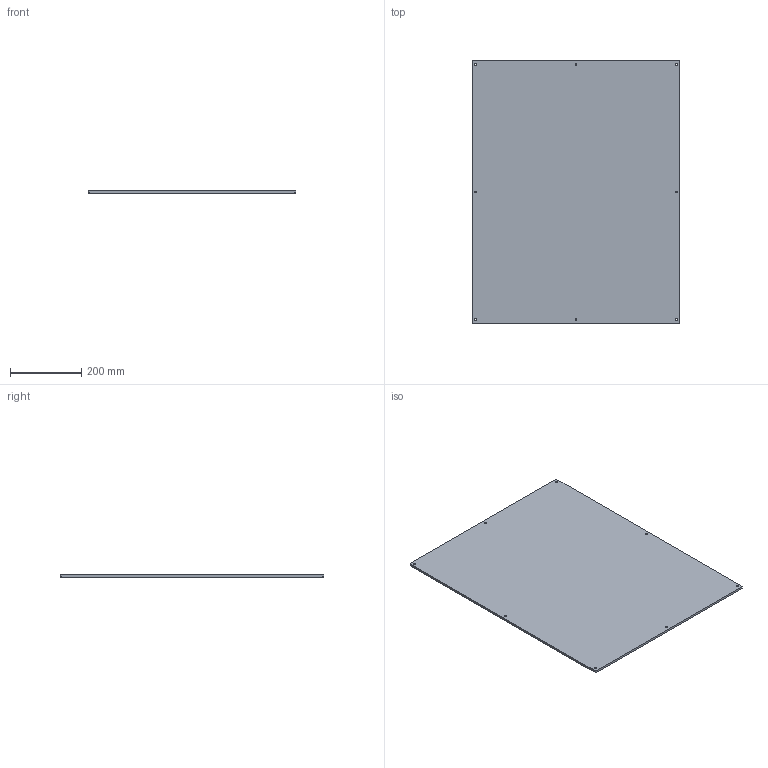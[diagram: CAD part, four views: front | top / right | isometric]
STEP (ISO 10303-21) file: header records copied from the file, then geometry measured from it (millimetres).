
FILE_DESCRIPTION (( 'STEP AP214' ), '1' );
FILE_NAME ('TEF-PLATE38.step', '2020-02-14T14:18:34', ( '' ), ( '' ), 'SwSTEP 2.0', 'SolidWorks 2018', '' );
FILE_SCHEMA (( 'AUTOMOTIVE_DESIGN' ));
Length unit declared in the file: inch
Products named in the file (1): TEF-PLATE38
Bounding box: 584.2 x 742.14 x 6.35 mm (x, y, z)
Volume: 2751805.9 mm3; surface area: 884404.1 mm2
Topology: 1 solids, 1 shells, 26 faces, 72 edges, 48 vertices
Faces by surface type: cylinder 20, plane 6
Entity records: 928 total; most frequent: DIRECTION 166, CARTESIAN_POINT 147, ORIENTED_EDGE 144, EDGE_CURVE 72, AXIS2_PLACEMENT_3D 67, VERTEX_POINT 48, EDGE_LOOP 42, CIRCLE 40
